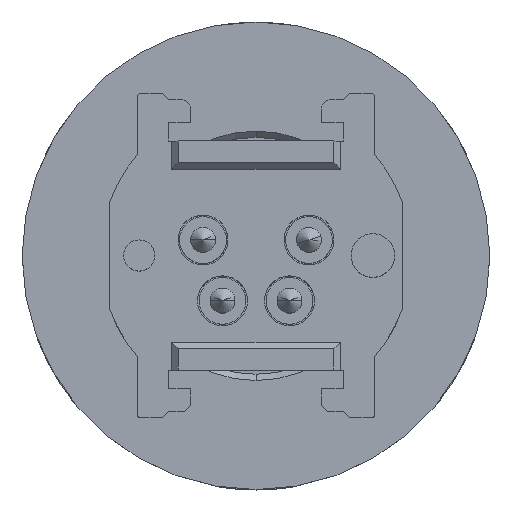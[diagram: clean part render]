
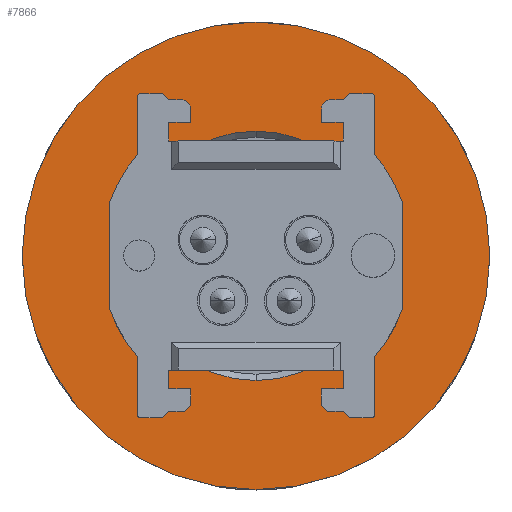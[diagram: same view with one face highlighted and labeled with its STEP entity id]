
A CAD part, top view. The second image highlights one B-rep face of the part: STEP entity #7866.
In plain terms, the highlighted planar face has unit normal (0, 0, 1).
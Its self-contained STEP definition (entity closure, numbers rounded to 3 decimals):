
#148=AXIS2_PLACEMENT_3D('Circle Axis2P3D',#146,#147,$) ;
#180=AXIS2_PLACEMENT_3D('Circle Axis2P3D',#178,#179,$) ;
#1926=AXIS2_PLACEMENT_3D('Circle Axis2P3D',#1924,#1925,$) ;
#1958=AXIS2_PLACEMENT_3D('Circle Axis2P3D',#1956,#1957,$) ;
#7856=AXIS2_PLACEMENT_3D('Plane Axis2P3D',#7853,#7854,#7855) ;
#143=CARTESIAN_POINT('Vertex',(7.504,3.5,12.5)) ;
#146=CARTESIAN_POINT('Axis2P3D Location',(7.504,7.5,12.5)) ;
#150=CARTESIAN_POINT('Vertex',(7.504,11.5,12.5)) ;
#178=CARTESIAN_POINT('Axis2P3D Location',(7.504,7.5,12.5)) ;
#1919=CARTESIAN_POINT('Vertex',(7.504,0.,12.5)) ;
#1924=CARTESIAN_POINT('Axis2P3D Location',(7.504,7.5,12.5)) ;
#1928=CARTESIAN_POINT('Vertex',(7.504,15.,12.5)) ;
#1956=CARTESIAN_POINT('Axis2P3D Location',(7.504,7.5,12.5)) ;
#7853=CARTESIAN_POINT('Axis2P3D Location',(7.504,13.15,12.5)) ;
#147=DIRECTION('Axis2P3D Direction',(0.,0.,1.)) ;
#179=DIRECTION('Axis2P3D Direction',(0.,0.,1.)) ;
#1925=DIRECTION('Axis2P3D Direction',(0.,0.,-1.)) ;
#1957=DIRECTION('Axis2P3D Direction',(0.,0.,-1.)) ;
#7854=DIRECTION('Axis2P3D Direction',(0.,0.,1.)) ;
#7855=DIRECTION('Axis2P3D XDirection',(-1.,0.,0.)) ;
#7859=ORIENTED_EDGE('',*,*,#1930,.F.) ;
#7860=ORIENTED_EDGE('',*,*,#1960,.F.) ;
#7863=ORIENTED_EDGE('',*,*,#152,.F.) ;
#7864=ORIENTED_EDGE('',*,*,#182,.F.) ;
#7865=FACE_BOUND('',#7862,.T.) ;
#7866=ADVANCED_FACE('V1',(#7861,#7865),#7857,.T.) ;
#149=CIRCLE('generated circle',#148,4.) ;
#181=CIRCLE('generated circle',#180,4.) ;
#1927=CIRCLE('generated circle',#1926,7.5) ;
#1959=CIRCLE('generated circle',#1958,7.5) ;
#152=EDGE_CURVE('',#144,#151,#149,.T.) ;
#182=EDGE_CURVE('',#151,#144,#181,.T.) ;
#1930=EDGE_CURVE('',#1920,#1929,#1927,.T.) ;
#1960=EDGE_CURVE('',#1929,#1920,#1959,.T.) ;
#7858=EDGE_LOOP('',(#7859,#7860)) ;
#7862=EDGE_LOOP('',(#7863,#7864)) ;
#7861=FACE_OUTER_BOUND('',#7858,.T.) ;
#7857=PLANE('',#7856) ;
#144=VERTEX_POINT('',#143) ;
#151=VERTEX_POINT('',#150) ;
#1920=VERTEX_POINT('',#1919) ;
#1929=VERTEX_POINT('',#1928) ;
